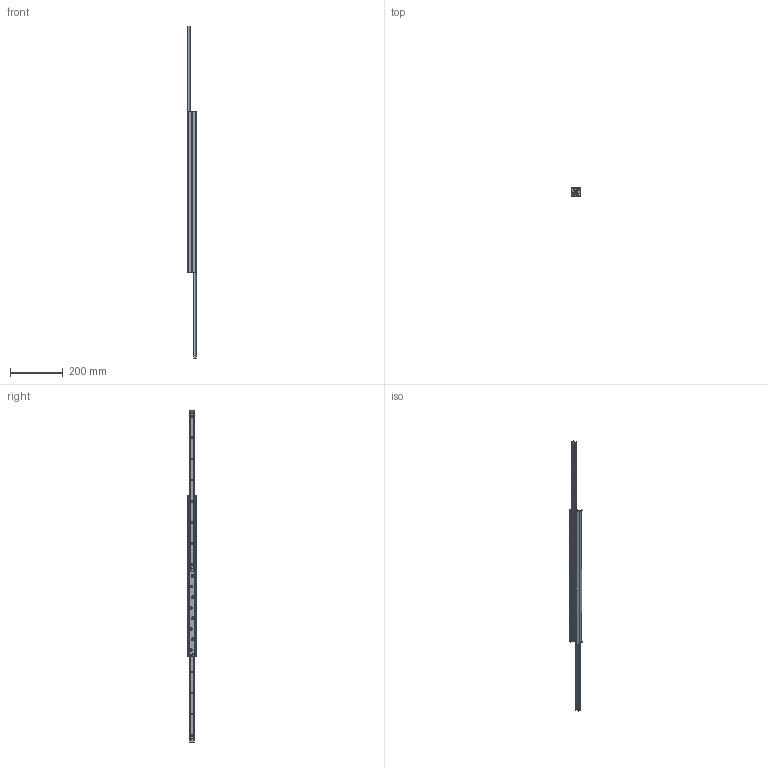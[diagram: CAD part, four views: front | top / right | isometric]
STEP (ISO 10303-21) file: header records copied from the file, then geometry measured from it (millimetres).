
FILE_DESCRIPTION((''),'2;1');
FILE_NAME('LCAH 35-0610.GD.stp','2011-04-01T10:09:18',('MKoza'),(''),'Autodesk Inventor 2009','Autodesk Inventor 2009','');
FILE_SCHEMA(('AUTOMOTIVE_DESIGN { 1 0 10303 214 1 1 1 1 }'));
Length unit declared in the file: millimetre
Products named in the file (9): LCAH 35.GD; LCH 35; LLMD 35; LLMG 35; KF.LCA 35; AS.L 35 M5x3,2; VKB.L 35 5x10; AS.L 35 5x3,2; DIN 7337 - A5 x 8 x 4,5
Assembly tree (31 placements, depth 2):
  LCAH 35.GD
    LCH 35  x2
    LLMD 35
    LLMG 35
    KF.LCA 35  x2
    AS.L 35 M5x3,2  x2
    VKB.L 35 5x10  x4
    AS.L 35 5x3,2  x4
    DIN 7337 - A5 x 8 x 4,5  x15
Bounding box: 34 x 35 x 1256 mm (x, y, z)
Volume: 447645 mm3; surface area: 282602.5 mm2
Topology: 31 solids, 31 shells, 514 faces, 1177 edges, 777 vertices
Faces by surface type: plane 226, bspline 149, cylinder 114, torus 15, cone 10
Full cylindrical faces by diameter (mm): 5 x25, 6 x6, 9.5 x15
Entity records: 8629 total; most frequent: CARTESIAN_POINT 3010, DIRECTION 1079, ORIENTED_EDGE 986, EDGE_CURVE 493, AXIS2_PLACEMENT_3D 423, EDGE_LOOP 407, VERTEX_POINT 374, CIRCLE 241
